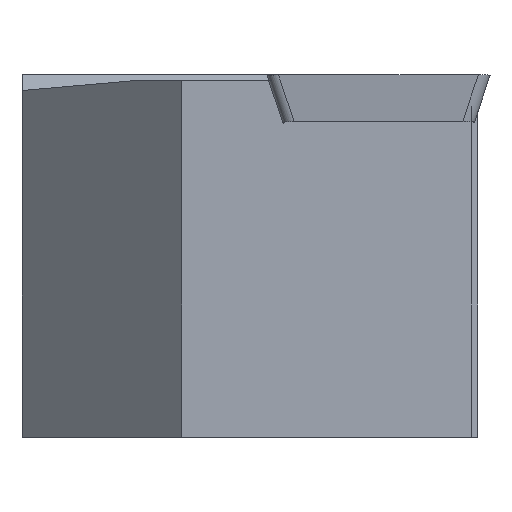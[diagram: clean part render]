
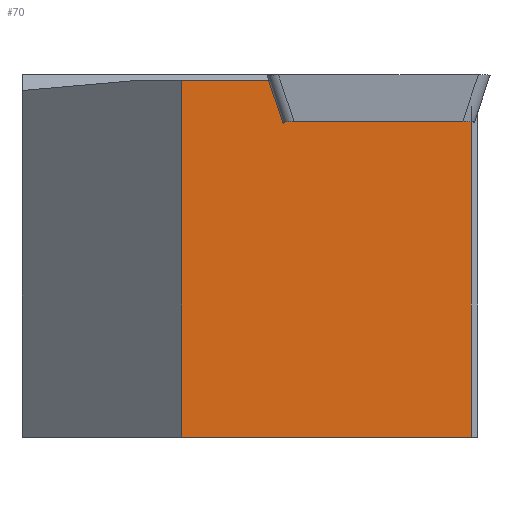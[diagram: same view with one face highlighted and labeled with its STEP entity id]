
A CAD part, left-side view. The second image highlights one B-rep face of the part: STEP entity #70.
In plain terms, the highlighted planar face has unit normal (-1, 0.018, 0).
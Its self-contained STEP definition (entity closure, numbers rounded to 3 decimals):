
#70=ADVANCED_FACE('',(#111),#90,.F.);
#90=PLANE('',#463);
#111=FACE_OUTER_BOUND('',#134,.T.);
#134=EDGE_LOOP('',(#189,#190,#191,#192));
#189=ORIENTED_EDGE('',*,*,#323,.T.);
#190=ORIENTED_EDGE('',*,*,#324,.T.);
#191=ORIENTED_EDGE('',*,*,#322,.F.);
#192=ORIENTED_EDGE('',*,*,#325,.T.);
#274=VERTEX_POINT('',#637);
#278=VERTEX_POINT('',#644);
#279=VERTEX_POINT('',#648);
#280=VERTEX_POINT('',#649);
#322=EDGE_CURVE('',#278,#274,#373,.T.);
#323=EDGE_CURVE('',#279,#280,#374,.T.);
#324=EDGE_CURVE('',#280,#274,#375,.T.);
#325=EDGE_CURVE('',#278,#279,#376,.T.);
#373=LINE('',#645,#418);
#374=LINE('',#647,#419);
#375=LINE('',#650,#420);
#376=LINE('',#651,#421);
#418=VECTOR('',#528,1.);
#419=VECTOR('',#531,1.);
#420=VECTOR('',#532,1.);
#421=VECTOR('',#533,1.);
#463=AXIS2_PLACEMENT_3D('',#652,#534,#535);
#528=DIRECTION('',(-0.017,-1.,0.));
#531=DIRECTION('',(-0.017,-1.,0.));
#532=DIRECTION('',(0.,0.,1.));
#533=DIRECTION('',(0.,0.,-1.));
#534=DIRECTION('',(1.,-0.017,0.));
#535=DIRECTION('',(0.017,1.,0.));
#637=CARTESIAN_POINT('',(0.893,1.862,-0.398));
#644=CARTESIAN_POINT('',(1.241,21.812,-0.398));
#645=CARTESIAN_POINT('',(1.74,50.385,-0.398));
#647=CARTESIAN_POINT('',(1.241,21.812,-25.002));
#648=CARTESIAN_POINT('',(1.241,21.812,-25.002));
#649=CARTESIAN_POINT('',(0.893,1.862,-25.002));
#650=CARTESIAN_POINT('',(0.893,1.862,0.598));
#651=CARTESIAN_POINT('',(1.241,21.812,0.598));
#652=CARTESIAN_POINT('',(1.241,21.812,0.598));
